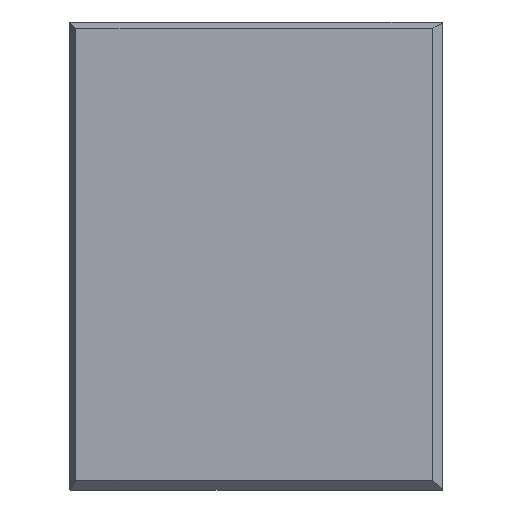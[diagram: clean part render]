
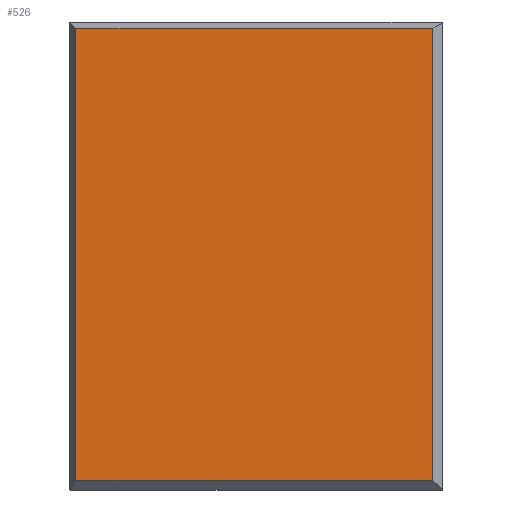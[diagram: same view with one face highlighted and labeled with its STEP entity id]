
A CAD part, left-side view. The second image highlights one B-rep face of the part: STEP entity #526.
In plain terms, the highlighted planar face has unit normal (-1, 0, 0).
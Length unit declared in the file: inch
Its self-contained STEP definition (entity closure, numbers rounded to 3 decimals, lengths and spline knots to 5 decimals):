
#26 = CARTESIAN_POINT ( 'NONE',  ( -1.31, 0., -0.52 ) ) ;
#44 = VECTOR ( 'NONE', #921, 39.37008 ) ;
#94 = CARTESIAN_POINT ( 'NONE',  ( -1.31, 0.4159, -0.52 ) ) ;
#96 = DIRECTION ( 'NONE',  ( 0., -1., 0. ) ) ;
#115 = DIRECTION ( 'NONE',  ( -1., 0., 0. ) ) ;
#131 = LINE ( 'NONE', #609, #941 ) ;
#196 = CARTESIAN_POINT ( 'NONE',  ( -1.31, 0.44, 0.52632 ) ) ;
#219 = CARTESIAN_POINT ( 'NONE',  ( -1.31, 0., 0. ) ) ;
#222 = PLANE ( 'NONE',  #434 ) ;
#346 = VERTEX_POINT ( 'NONE', #927 ) ;
#383 = EDGE_CURVE ( 'NONE', #656, #346, #852, .T. ) ;
#384 = DIRECTION ( 'NONE',  ( 0., 0., 1. ) ) ;
#434 = AXIS2_PLACEMENT_3D ( 'NONE', #219, #115, #1124 ) ;
#440 = ORIENTED_EDGE ( 'NONE', *, *, #383, .T. ) ;
#463 = EDGE_CURVE ( 'NONE', #1058, #1004, #918, .T. ) ;
#525 = EDGE_LOOP ( 'NONE', ( #1030, #893, #440, #1144 ) ) ;
#526 = ADVANCED_FACE ( 'NONE', ( #1140 ), #222, .T. ) ;
#550 = VECTOR ( 'NONE', #384, 39.37008 ) ;
#609 = CARTESIAN_POINT ( 'NONE',  ( -1.31, 0.4159, -0.55 ) ) ;
#642 = CARTESIAN_POINT ( 'NONE',  ( -1.31, -0.41, -0.52 ) ) ;
#656 = VERTEX_POINT ( 'NONE', #1047 ) ;
#710 = DIRECTION ( 'NONE',  ( 0., 0., -1. ) ) ;
#753 = LINE ( 'NONE', #913, #550 ) ;
#852 = LINE ( 'NONE', #196, #44 ) ;
#860 = EDGE_CURVE ( 'NONE', #346, #1058, #131, .T. ) ;
#893 = ORIENTED_EDGE ( 'NONE', *, *, #948, .T. ) ;
#913 = CARTESIAN_POINT ( 'NONE',  ( -1.31, -0.41, 0. ) ) ;
#918 = LINE ( 'NONE', #26, #1110 ) ;
#921 = DIRECTION ( 'NONE',  ( 0., 1., 0. ) ) ;
#927 = CARTESIAN_POINT ( 'NONE',  ( -1.31, 0.4159, 0.52632 ) ) ;
#941 = VECTOR ( 'NONE', #710, 39.37008 ) ;
#948 = EDGE_CURVE ( 'NONE', #1004, #656, #753, .T. ) ;
#1004 = VERTEX_POINT ( 'NONE', #642 ) ;
#1030 = ORIENTED_EDGE ( 'NONE', *, *, #463, .T. ) ;
#1047 = CARTESIAN_POINT ( 'NONE',  ( -1.31, -0.41, 0.52632 ) ) ;
#1058 = VERTEX_POINT ( 'NONE', #94 ) ;
#1110 = VECTOR ( 'NONE', #96, 39.37008 ) ;
#1124 = DIRECTION ( 'NONE',  ( 0., 0., 1. ) ) ;
#1140 = FACE_OUTER_BOUND ( 'NONE', #525, .T. ) ;
#1144 = ORIENTED_EDGE ( 'NONE', *, *, #860, .T. ) ;
